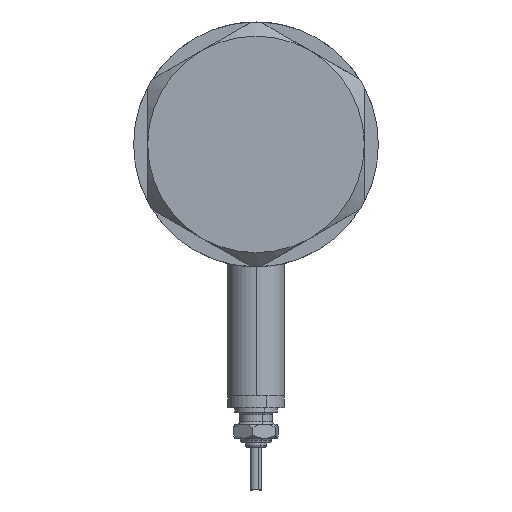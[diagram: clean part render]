
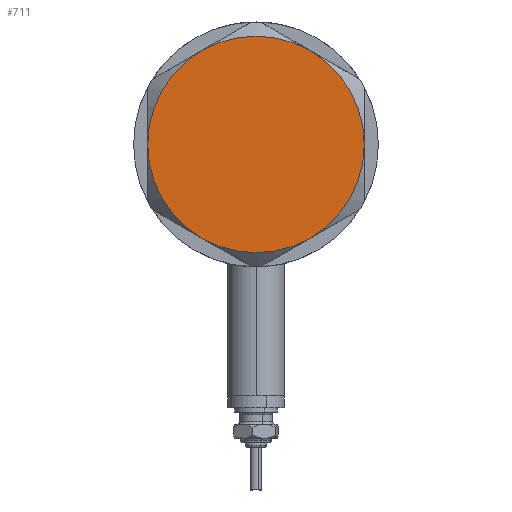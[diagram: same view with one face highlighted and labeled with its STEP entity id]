
A CAD part, left-side view. The second image highlights one B-rep face of the part: STEP entity #711.
In plain terms, the highlighted face is planar.
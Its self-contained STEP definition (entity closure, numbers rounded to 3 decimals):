
#91 = CIRCLE ( 'NONE', #1015, 23. ) ;
#131 = DIRECTION ( 'NONE',  ( 0., 0., 1. ) ) ;
#214 = CARTESIAN_POINT ( 'NONE',  ( 0., 0., 9. ) ) ;
#215 = FACE_OUTER_BOUND ( 'NONE', #4817, .T. ) ;
#302 = EDGE_CURVE ( 'NONE', #1235, #3665, #4314, .T. ) ;
#376 = CARTESIAN_POINT ( 'NONE',  ( 11.5, 19.919, 9. ) ) ;
#451 = AXIS2_PLACEMENT_3D ( 'NONE', #6124, #3694, #2685 ) ;
#463 = AXIS2_PLACEMENT_3D ( 'NONE', #618, #967, #3901 ) ;
#618 = CARTESIAN_POINT ( 'NONE',  ( 0., 0., 9. ) ) ;
#676 = DIRECTION ( 'NONE',  ( 1., 0., 0. ) ) ;
#711 = ADVANCED_FACE ( 'NONE', ( #215 ), #2199, .T. ) ;
#738 = CARTESIAN_POINT ( 'NONE',  ( 0., 0., 9. ) ) ;
#967 = DIRECTION ( 'NONE',  ( 0., 0., 1. ) ) ;
#1015 = AXIS2_PLACEMENT_3D ( 'NONE', #1355, #3744, #5688 ) ;
#1075 = VERTEX_POINT ( 'NONE', #5811 ) ;
#1146 = DIRECTION ( 'NONE',  ( 1., 0., 0. ) ) ;
#1235 = VERTEX_POINT ( 'NONE', #3227 ) ;
#1355 = CARTESIAN_POINT ( 'NONE',  ( 0., 0., 9. ) ) ;
#1535 = EDGE_CURVE ( 'NONE', #2813, #1235, #5759, .T. ) ;
#1712 = ORIENTED_EDGE ( 'NONE', *, *, #302, .T. ) ;
#1730 = EDGE_CURVE ( 'NONE', #3665, #2181, #5341, .T. ) ;
#1863 = ORIENTED_EDGE ( 'NONE', *, *, #4828, .T. ) ;
#1962 = EDGE_CURVE ( 'NONE', #1075, #2813, #4130, .T. ) ;
#2087 = ORIENTED_EDGE ( 'NONE', *, *, #1962, .T. ) ;
#2155 = VERTEX_POINT ( 'NONE', #376 ) ;
#2180 = CARTESIAN_POINT ( 'NONE',  ( 0., 0., 9. ) ) ;
#2181 = VERTEX_POINT ( 'NONE', #5767 ) ;
#2199 = PLANE ( 'NONE',  #5328 ) ;
#2461 = CARTESIAN_POINT ( 'NONE',  ( 11.5, -19.919, 9. ) ) ;
#2598 = AXIS2_PLACEMENT_3D ( 'NONE', #4562, #3502, #1146 ) ;
#2680 = DIRECTION ( 'NONE',  ( 0., 0., 1. ) ) ;
#2685 = DIRECTION ( 'NONE',  ( 1., 0., 0. ) ) ;
#2813 = VERTEX_POINT ( 'NONE', #3494 ) ;
#2936 = AXIS2_PLACEMENT_3D ( 'NONE', #214, #131, #4055 ) ;
#3088 = ORIENTED_EDGE ( 'NONE', *, *, #1535, .T. ) ;
#3227 = CARTESIAN_POINT ( 'NONE',  ( -11.5, -19.919, 9. ) ) ;
#3494 = CARTESIAN_POINT ( 'NONE',  ( -23., 0., 9. ) ) ;
#3502 = DIRECTION ( 'NONE',  ( 0., 0., 1. ) ) ;
#3665 = VERTEX_POINT ( 'NONE', #2461 ) ;
#3694 = DIRECTION ( 'NONE',  ( 0., 0., 1. ) ) ;
#3744 = DIRECTION ( 'NONE',  ( 0., 0., 1. ) ) ;
#3755 = EDGE_CURVE ( 'NONE', #2155, #1075, #5478, .T. ) ;
#3901 = DIRECTION ( 'NONE',  ( 1., 0., 0. ) ) ;
#4055 = DIRECTION ( 'NONE',  ( 1., 0., 0. ) ) ;
#4130 = CIRCLE ( 'NONE', #463, 23. ) ;
#4170 = DIRECTION ( 'NONE',  ( 1., 0., 0. ) ) ;
#4314 = CIRCLE ( 'NONE', #451, 23. ) ;
#4562 = CARTESIAN_POINT ( 'NONE',  ( 0., 0., 9. ) ) ;
#4605 = ORIENTED_EDGE ( 'NONE', *, *, #1730, .T. ) ;
#4817 = EDGE_LOOP ( 'NONE', ( #4605, #1863, #5133, #2087, #3088, #1712 ) ) ;
#4828 = EDGE_CURVE ( 'NONE', #2181, #2155, #91, .T. ) ;
#5133 = ORIENTED_EDGE ( 'NONE', *, *, #3755, .T. ) ;
#5201 = DIRECTION ( 'NONE',  ( 0., 0., 1. ) ) ;
#5236 = AXIS2_PLACEMENT_3D ( 'NONE', #2180, #5201, #4170 ) ;
#5328 = AXIS2_PLACEMENT_3D ( 'NONE', #738, #2680, #676 ) ;
#5341 = CIRCLE ( 'NONE', #2598, 23. ) ;
#5478 = CIRCLE ( 'NONE', #2936, 23. ) ;
#5688 = DIRECTION ( 'NONE',  ( 1., 0., 0. ) ) ;
#5759 = CIRCLE ( 'NONE', #5236, 23. ) ;
#5767 = CARTESIAN_POINT ( 'NONE',  ( 23., 0., 9. ) ) ;
#5811 = CARTESIAN_POINT ( 'NONE',  ( -11.5, 19.919, 9. ) ) ;
#6124 = CARTESIAN_POINT ( 'NONE',  ( 0., 0., 9. ) ) ;
